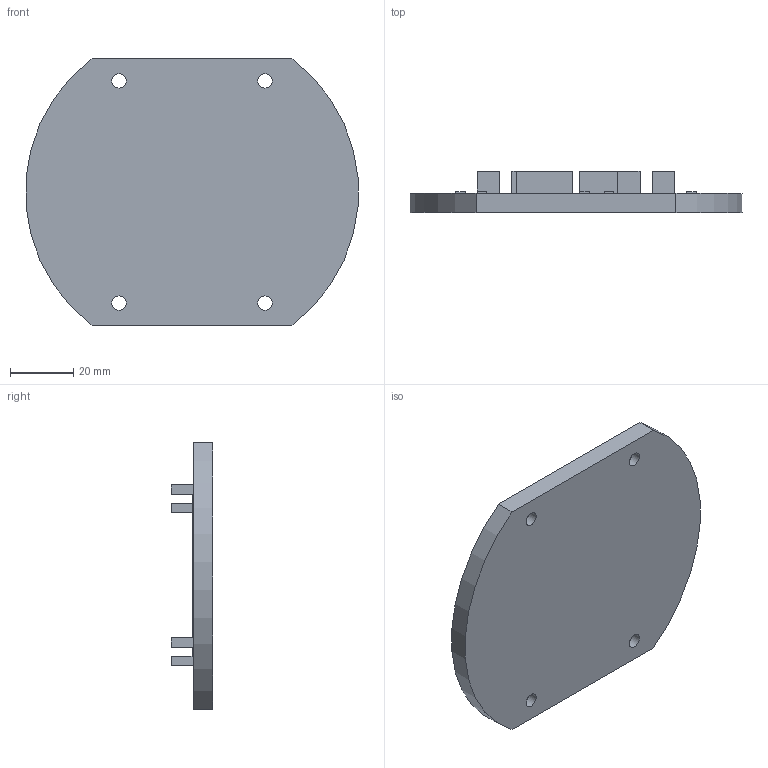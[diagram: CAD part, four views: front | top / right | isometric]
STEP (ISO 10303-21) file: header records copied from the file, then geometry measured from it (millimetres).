
FILE_DESCRIPTION(/* description */ (''),/* implementation_level */ '2;1');
FILE_NAME(/* name */ '1b79be50-fcd4-47b7-b248-91cb42272e07.stp',/* time_stamp */ '2017-09-04T07:49:05+00:00',/* author */ (''),/* organization */ (''),/* preprocessor_version */ 'ST-DEVELOPER v16.13',/* originating_system */ 'Autodesk Translation Framework v6.1.1.50',/* authorisation */ '');
FILE_SCHEMA (('AUTOMOTIVE_DESIGN { 1 0 10303 214 3 1 1 }'));
Length unit declared in the file: millimetre
Products named in the file (3): MX28_bottom_base v12; Component1; a3_t42 v5
Assembly tree (2 placements, depth 2):
  MX28_bottom_base v12
    Component1
    a3_t42 v5
Bounding box: 104.63 x 13 x 84 mm (x, y, z)
Volume: 29605.1 mm3; surface area: 21308.3 mm2
Topology: 1 solids, 1 shells, 83 faces, 216 edges, 144 vertices
Faces by surface type: plane 71, cylinder 12
Full cylindrical faces by diameter (mm): 4.496 x4
Entity records: 2579 total; most frequent: CARTESIAN_POINT 444, ORIENTED_EDGE 424, DIRECTION 412, EDGE_CURVE 212, LINE 188, VECTOR 188, VERTEX_POINT 144, AXIS2_PLACEMENT_3D 112
